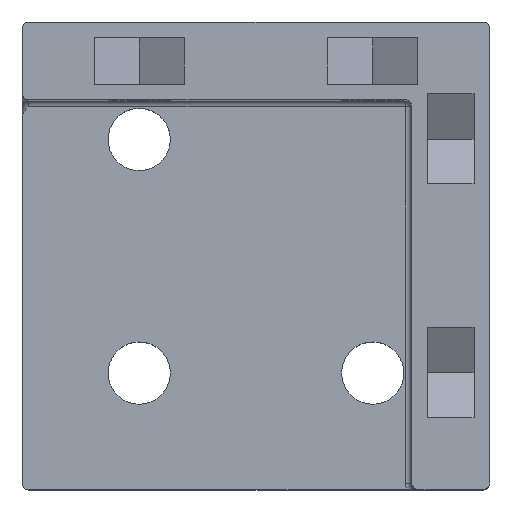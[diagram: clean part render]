
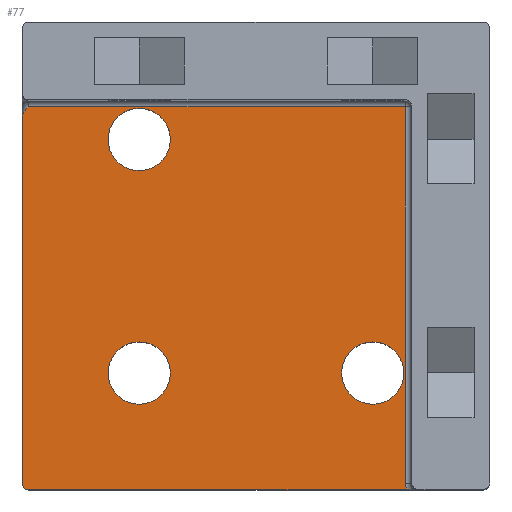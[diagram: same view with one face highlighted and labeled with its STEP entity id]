
A CAD part, top view. The second image highlights one B-rep face of the part: STEP entity #77.
In plain terms, the highlighted planar face has unit normal (0, 0, 1).
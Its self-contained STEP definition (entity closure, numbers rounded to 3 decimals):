
#77=ADVANCED_FACE('',(#400,#402,#404,#406),#408,.T.);
#400=FACE_BOUND('',#401,.T.);
#401=EDGE_LOOP('',(#1082,#1083,#1084,#1085,#1086,#1087,#1088));
#402=FACE_BOUND('',#403,.T.);
#403=EDGE_LOOP('',(#1089));
#404=FACE_BOUND('',#405,.T.);
#405=EDGE_LOOP('',(#1090));
#406=FACE_BOUND('',#407,.T.);
#407=EDGE_LOOP('',(#1091));
#408=PLANE('',#409);
#409=AXIS2_PLACEMENT_3D('',#410,#411,#412);
#410=CARTESIAN_POINT('',(0.,0.,5.));
#411=DIRECTION('',(0.,0.,1.));
#412=DIRECTION('',(-1.,0.,0.));
#1082=ORIENTED_EDGE('',*,*,#1467,.F.);
#1083=ORIENTED_EDGE('',*,*,#1447,.F.);
#1084=ORIENTED_EDGE('',*,*,#1468,.F.);
#1085=ORIENTED_EDGE('',*,*,#1469,.T.);
#1086=ORIENTED_EDGE('',*,*,#1470,.T.);
#1087=ORIENTED_EDGE('',*,*,#1471,.F.);
#1088=ORIENTED_EDGE('',*,*,#1472,.F.);
#1089=ORIENTED_EDGE('',*,*,#1473,.T.);
#1090=ORIENTED_EDGE('',*,*,#1474,.T.);
#1091=ORIENTED_EDGE('',*,*,#1475,.T.);
#1447=EDGE_CURVE('',#1739,#1732,#1741,.T.);
#1467=EDGE_CURVE('',#1732,#1774,#1775,.F.);
#1468=EDGE_CURVE('',#1776,#1739,#1777,.F.);
#1469=EDGE_CURVE('',#1776,#1778,#1779,.T.);
#1470=EDGE_CURVE('',#1778,#1780,#1781,.T.);
#1471=EDGE_CURVE('',#1782,#1780,#1783,.T.);
#1472=EDGE_CURVE('',#1774,#1782,#1784,.T.);
#1473=EDGE_CURVE('',#1785,#1785,#1786,.T.);
#1474=EDGE_CURVE('',#1787,#1787,#1788,.T.);
#1475=EDGE_CURVE('',#1789,#1789,#1790,.T.);
#1732=VERTEX_POINT('',#2288);
#1739=VERTEX_POINT('',#2303);
#1741=LINE('',#2329,#2330);
#1774=VERTEX_POINT('',#2405);
#1775=CIRCLE('',#2406,0.4);
#1776=VERTEX_POINT('',#2410);
#1777=CIRCLE('',#2411,0.8);
#1778=VERTEX_POINT('',#2415);
#1779=LINE('',#2416,#2417);
#1780=VERTEX_POINT('',#2419);
#1781=LINE('',#2420,#2421);
#1782=VERTEX_POINT('',#2423);
#1783=B_SPLINE_CURVE_WITH_KNOTS('',3,
(#2424,#2425,#2426,#2427,#2428,#2429,#2430,#2431,#2432,#2433,#2434,#2435,#2436,#2437,
#2438,#2439,#2440,#2441,#2442,#2443,#2444,#2445,#2446,#2447,#2448),
.UNSPECIFIED.,.F.,.F.,
(4,1,1,1,1,1,1,1,1,1,1,1,1,1,1,1,1,1,1,1,1,1,4),
(0.,0.031,0.071,0.092,0.145,0.154,
0.215,0.222,0.275,0.334,0.334,
0.394,0.477,0.483,0.605,0.624,
0.738,0.741,0.828,0.893,0.914,
0.989,1.),
.UNSPECIFIED.);
#1784=LINE('',#2449,#2450);
#1785=VERTEX_POINT('',#2452);
#1786=CIRCLE('',#2453,2.);
#1787=VERTEX_POINT('',#2457);
#1788=CIRCLE('',#2458,2.);
#1789=VERTEX_POINT('',#2462);
#1790=CIRCLE('',#2463,2.);
#2288=CARTESIAN_POINT('',(-29.6,-30.,5.));
#2303=CARTESIAN_POINT('',(-5.293,-30.,5.));
#2329=CARTESIAN_POINT('',(-5.293,-30.,5.));
#2330=VECTOR('',#2331,1.);
#2331=DIRECTION('',(-1.,0.,0.));
#2405=CARTESIAN_POINT('',(-30.,-29.6,5.));
#2406=AXIS2_PLACEMENT_3D('',#2407,#2408,#2409);
#2407=CARTESIAN_POINT('',(-29.6,-29.6,5.));
#2408=DIRECTION('',(0.,0.,1.));
#2409=DIRECTION('',(-1.,0.,0.));
#2410=CARTESIAN_POINT('',(-5.4,-29.6,5.));
#2411=AXIS2_PLACEMENT_3D('',#2412,#2413,#2414);
#2412=CARTESIAN_POINT('',(-4.6,-29.6,5.));
#2413=DIRECTION('',(0.,0.,-1.));
#2414=DIRECTION('',(-0.866,-0.5,0.));
#2415=CARTESIAN_POINT('',(-5.4,-5.4,5.));
#2416=CARTESIAN_POINT('',(-5.4,-29.6,5.));
#2417=VECTOR('',#2418,1.);
#2418=DIRECTION('',(0.,1.,0.));
#2419=CARTESIAN_POINT('',(-29.6,-5.4,5.));
#2420=CARTESIAN_POINT('',(-5.4,-5.4,5.));
#2421=VECTOR('',#2422,1.);
#2422=DIRECTION('',(-1.,0.,0.));
#2423=CARTESIAN_POINT('',(-30.,-6.093,5.));
#2424=CARTESIAN_POINT('',(-30.,-6.093,5.));
#2425=CARTESIAN_POINT('',(-30.,-6.084,5.));
#2426=CARTESIAN_POINT('',(-30.,-6.065,5.));
#2427=CARTESIAN_POINT('',(-29.998,-6.04,5.));
#2428=CARTESIAN_POINT('',(-29.994,-6.008,5.));
#2429=CARTESIAN_POINT('',(-29.99,-5.986,5.));
#2430=CARTESIAN_POINT('',(-29.983,-5.953,5.));
#2431=CARTESIAN_POINT('',(-29.977,-5.933,5.));
#2432=CARTESIAN_POINT('',(-29.967,-5.901,5.));
#2433=CARTESIAN_POINT('',(-29.957,-5.871,5.));
#2434=CARTESIAN_POINT('',(-29.944,-5.842,5.));
#2435=CARTESIAN_POINT('',(-29.931,-5.813,5.));
#2436=CARTESIAN_POINT('',(-29.913,-5.777,5.));
#2437=CARTESIAN_POINT('',(-29.892,-5.742,5.));
#2438=CARTESIAN_POINT('',(-29.861,-5.694,5.));
#2439=CARTESIAN_POINT('',(-29.837,-5.661,5.));
#2440=CARTESIAN_POINT('',(-29.794,-5.606,5.));
#2441=CARTESIAN_POINT('',(-29.77,-5.578,5.));
#2442=CARTESIAN_POINT('',(-29.733,-5.536,5.));
#2443=CARTESIAN_POINT('',(-29.704,-5.505,5.));
#2444=CARTESIAN_POINT('',(-29.67,-5.471,5.));
#2445=CARTESIAN_POINT('',(-29.639,-5.439,5.));
#2446=CARTESIAN_POINT('',(-29.619,-5.419,5.));
#2447=CARTESIAN_POINT('',(-29.602,-5.402,5.));
#2448=CARTESIAN_POINT('',(-29.6,-5.4,5.));
#2449=CARTESIAN_POINT('',(-30.,-29.6,5.));
#2450=VECTOR('',#2451,1.);
#2451=DIRECTION('',(0.,1.,0.));
#2452=CARTESIAN_POINT('',(-20.5,-7.5,5.));
#2453=AXIS2_PLACEMENT_3D('',#2454,#2455,#2456);
#2454=CARTESIAN_POINT('',(-22.5,-7.5,5.));
#2455=DIRECTION('',(0.,0.,-1.));
#2456=DIRECTION('',(1.,0.,0.));
#2457=CARTESIAN_POINT('',(-5.5,-22.5,5.));
#2458=AXIS2_PLACEMENT_3D('',#2459,#2460,#2461);
#2459=CARTESIAN_POINT('',(-7.5,-22.5,5.));
#2460=DIRECTION('',(0.,0.,-1.));
#2461=DIRECTION('',(1.,0.,0.));
#2462=CARTESIAN_POINT('',(-20.5,-22.5,5.));
#2463=AXIS2_PLACEMENT_3D('',#2464,#2465,#2466);
#2464=CARTESIAN_POINT('',(-22.5,-22.5,5.));
#2465=DIRECTION('',(0.,0.,-1.));
#2466=DIRECTION('',(1.,0.,0.));
